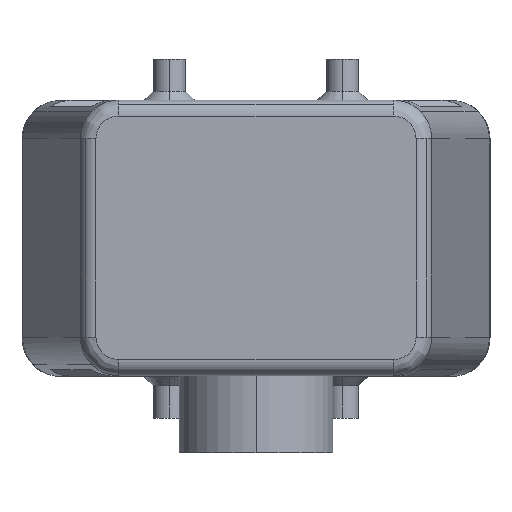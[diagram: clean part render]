
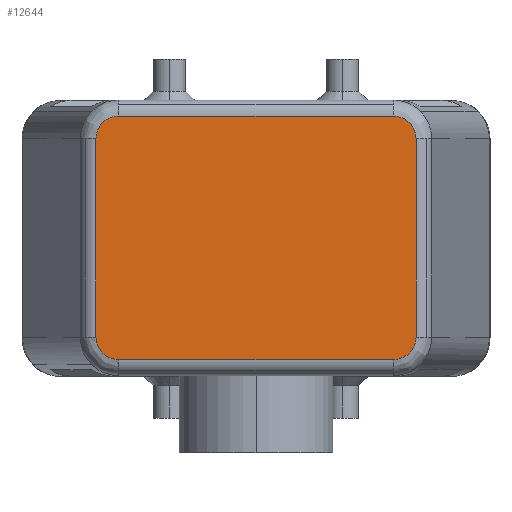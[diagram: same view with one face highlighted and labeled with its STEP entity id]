
A CAD part, top view. The second image highlights one B-rep face of the part: STEP entity #12644.
In plain terms, the highlighted planar face has unit normal (0, 0, 1).
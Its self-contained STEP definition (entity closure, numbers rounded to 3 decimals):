
#399=CARTESIAN_POINT('',(-24.959,-15.5,70.));
#400=VERTEX_POINT('',#399);
#408=CARTESIAN_POINT('',(-24.959,15.5,70.));
#409=VERTEX_POINT('',#408);
#410=CARTESIAN_POINT('',(-24.959,-15.5,70.));
#411=DIRECTION('',(0.0,1.0,0.0));
#412=VECTOR('',#411,31.);
#413=LINE('',#410,#412);
#414=EDGE_CURVE('',#400,#409,#413,.T.);
#12477=CARTESIAN_POINT('',(21.387,19.0,70.));
#12478=VERTEX_POINT('',#12477);
#12486=CARTESIAN_POINT('',(24.959,15.5,70.));
#12487=VERTEX_POINT('',#12486);
#12488=CARTESIAN_POINT('',(21.387,15.5,70.));
#12489=DIRECTION('',(0.0,0.0,-1.0));
#12490=DIRECTION('',(1.0,0.0,0.0));
#12491=AXIS2_PLACEMENT_3D('',#12488,#12489,#12490);
#12492=ELLIPSE('',#12491,3.572,3.5);
#12493=EDGE_CURVE('',#12478,#12487,#12492,.T.);
#12577=CARTESIAN_POINT('',(24.959,-15.5,70.));
#12578=VERTEX_POINT('',#12577);
#12579=CARTESIAN_POINT('',(24.959,15.5,70.));
#12580=DIRECTION('',(0.0,-1.0,0.0));
#12581=VECTOR('',#12580,31.);
#12582=LINE('',#12579,#12581);
#12583=EDGE_CURVE('',#12487,#12578,#12582,.T.);
#12595=CARTESIAN_POINT('',(27.0,0.0,70.));
#12596=DIRECTION('',(0.0,0.0,1.0));
#12597=DIRECTION('',(1.0,0.0,0.0));
#12598=AXIS2_PLACEMENT_3D('',#12595,#12596,#12597);
#12599=PLANE('',#12598);
#12600=ORIENTED_EDGE('',*,*,#12493,.F.);
#12601=CARTESIAN_POINT('',(-21.387,19.0,70.));
#12602=VERTEX_POINT('',#12601);
#12603=CARTESIAN_POINT('',(-21.387,19.0,70.));
#12604=DIRECTION('',(1.0,0.0,0.0));
#12605=VECTOR('',#12604,42.774);
#12606=LINE('',#12603,#12605);
#12607=EDGE_CURVE('',#12602,#12478,#12606,.T.);
#12608=ORIENTED_EDGE('',*,*,#12607,.F.);
#12609=CARTESIAN_POINT('',(-21.387,15.5,70.));
#12610=DIRECTION('',(0.0,0.0,-1.0));
#12611=DIRECTION('',(-1.0,0.0,0.0));
#12612=AXIS2_PLACEMENT_3D('',#12609,#12610,#12611);
#12613=ELLIPSE('',#12612,3.572,3.5);
#12614=EDGE_CURVE('',#409,#12602,#12613,.T.);
#12615=ORIENTED_EDGE('',*,*,#12614,.F.);
#12616=ORIENTED_EDGE('',*,*,#414,.F.);
#12617=CARTESIAN_POINT('',(-21.387,-19.0,70.));
#12618=VERTEX_POINT('',#12617);
#12619=CARTESIAN_POINT('',(-21.387,-15.5,70.));
#12620=DIRECTION('',(0.0,0.0,-1.0));
#12621=DIRECTION('',(-1.0,0.0,0.0));
#12622=AXIS2_PLACEMENT_3D('',#12619,#12620,#12621);
#12623=ELLIPSE('',#12622,3.572,3.5);
#12624=EDGE_CURVE('',#12618,#400,#12623,.T.);
#12625=ORIENTED_EDGE('',*,*,#12624,.F.);
#12626=CARTESIAN_POINT('',(21.387,-19.0,70.));
#12627=VERTEX_POINT('',#12626);
#12628=CARTESIAN_POINT('',(21.387,-19.0,70.));
#12629=DIRECTION('',(-1.0,0.0,0.0));
#12630=VECTOR('',#12629,42.774);
#12631=LINE('',#12628,#12630);
#12632=EDGE_CURVE('',#12627,#12618,#12631,.T.);
#12633=ORIENTED_EDGE('',*,*,#12632,.F.);
#12634=CARTESIAN_POINT('',(21.387,-15.5,70.));
#12635=DIRECTION('',(0.0,0.0,-1.0));
#12636=DIRECTION('',(1.0,0.0,0.0));
#12637=AXIS2_PLACEMENT_3D('',#12634,#12635,#12636);
#12638=ELLIPSE('',#12637,3.572,3.5);
#12639=EDGE_CURVE('',#12578,#12627,#12638,.T.);
#12640=ORIENTED_EDGE('',*,*,#12639,.F.);
#12641=ORIENTED_EDGE('',*,*,#12583,.F.);
#12642=EDGE_LOOP('',(#12600,#12608,#12615,#12616,#12625,#12633,#12640,#12641));
#12643=FACE_OUTER_BOUND('',#12642,.T.);
#12644=ADVANCED_FACE('',(#12643),#12599,.T.);
